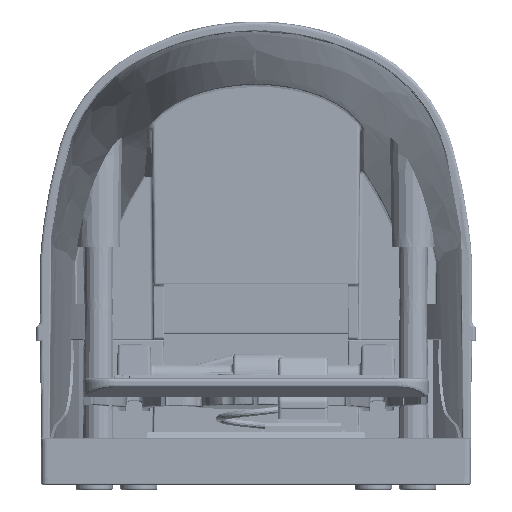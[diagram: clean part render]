
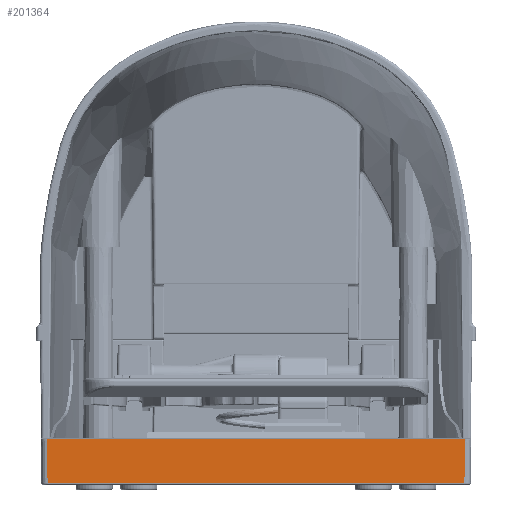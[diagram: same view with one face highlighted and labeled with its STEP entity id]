
A CAD part, left-side view. The second image highlights one B-rep face of the part: STEP entity #201364.
In plain terms, the highlighted planar face has unit normal (-1, 0, 0).
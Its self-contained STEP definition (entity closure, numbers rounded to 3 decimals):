
#1839 = VECTOR ( 'NONE', #264101, 1000. ) ;
#3122 = EDGE_CURVE ( 'NONE', #86578, #274584, #182782, .T. ) ;
#8737 = LINE ( 'NONE', #86165, #1839 ) ;
#29045 = ORIENTED_EDGE ( 'NONE', *, *, #169320, .F. ) ;
#32653 = CARTESIAN_POINT ( 'NONE',  ( -1., -67.706, 14.836 ) ) ;
#37051 = VECTOR ( 'NONE', #185527, 1000. ) ;
#43778 = CARTESIAN_POINT ( 'NONE',  ( -1., -69.797, 49. ) ) ;
#58990 = CARTESIAN_POINT ( 'NONE',  ( -1., -69.797, 0.5 ) ) ;
#59947 = DIRECTION ( 'NONE',  ( 0., 1., 0. ) ) ;
#63654 = CARTESIAN_POINT ( 'NONE',  ( -1., -67.58, 0.5 ) ) ;
#67167 = CARTESIAN_POINT ( 'NONE',  ( -1., -67.706, 14.836 ) ) ;
#67898 = LINE ( 'NONE', #229812, #37051 ) ;
#86165 = CARTESIAN_POINT ( 'NONE',  ( -1., 67.644, 7.788 ) ) ;
#86578 = VERTEX_POINT ( 'NONE', #63654 ) ;
#89229 = DIRECTION ( 'NONE',  ( 0., 0.009, -1. ) ) ;
#121458 = ORIENTED_EDGE ( 'NONE', *, *, #209449, .F. ) ;
#123957 = EDGE_CURVE ( 'NONE', #157889, #159261, #67898, .T. ) ;
#153332 = DIRECTION ( 'NONE',  ( 0., 1., 0. ) ) ;
#156015 = EDGE_LOOP ( 'NONE', ( #187737, #121458, #176012, #29045 ) ) ;
#157889 = VERTEX_POINT ( 'NONE', #32653 ) ;
#159261 = VERTEX_POINT ( 'NONE', #210121 ) ;
#166928 = VECTOR ( 'NONE', #89229, 1000. ) ;
#169320 = EDGE_CURVE ( 'NONE', #157889, #86578, #232417, .T. ) ;
#176012 = ORIENTED_EDGE ( 'NONE', *, *, #3122, .F. ) ;
#182782 = LINE ( 'NONE', #58990, #279160 ) ;
#185527 = DIRECTION ( 'NONE',  ( 0., 1., 0. ) ) ;
#187737 = ORIENTED_EDGE ( 'NONE', *, *, #123957, .T. ) ;
#194849 = FACE_OUTER_BOUND ( 'NONE', #156015, .T. ) ;
#201364 = ADVANCED_FACE ( 'NONE', ( #194849 ), #218691, .F. ) ;
#209449 = EDGE_CURVE ( 'NONE', #274584, #159261, #8737, .T. ) ;
#210121 = CARTESIAN_POINT ( 'NONE',  ( -1., 67.706, 14.836 ) ) ;
#218691 = PLANE ( 'NONE',  #223056 ) ;
#223056 = AXIS2_PLACEMENT_3D ( 'NONE', #43778, #282241, #153332 ) ;
#229812 = CARTESIAN_POINT ( 'NONE',  ( -1., 70.088, 14.836 ) ) ;
#232417 = LINE ( 'NONE', #67167, #166928 ) ;
#254488 = CARTESIAN_POINT ( 'NONE',  ( -1., 67.58, 0.5 ) ) ;
#264101 = DIRECTION ( 'NONE',  ( 0., 0.009, 1. ) ) ;
#274584 = VERTEX_POINT ( 'NONE', #254488 ) ;
#279160 = VECTOR ( 'NONE', #59947, 1000. ) ;
#282241 = DIRECTION ( 'NONE',  ( 1., 0., 0. ) ) ;
